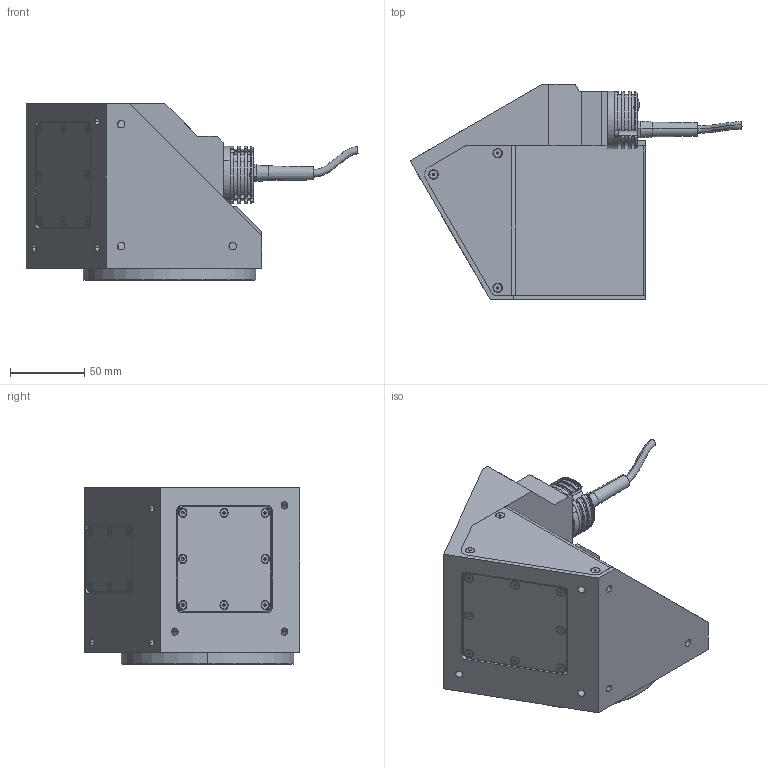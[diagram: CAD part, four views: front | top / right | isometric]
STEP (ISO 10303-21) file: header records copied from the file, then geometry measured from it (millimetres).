
FILE_DESCRIPTION (( 'STEP AP203' ), '1' );
FILE_NAME ('DP24310-B_LTCLCR080-B.step', '2022-02-18T11:40:23', ( '' ), ( '' ), 'SwSTEP 2.0', 'SolidWorks 2021', '' );
FILE_SCHEMA (( 'CONFIG_CONTROL_DESIGN' ));
Length unit declared in the file: millimetre
Products named in the file (1): DP24310-B_LTCLCR080-B
Bounding box: 223.27 x 145 x 118.9 mm (x, y, z)
Surface area: 106166.7 mm2 (no closed solid volume)
Topology: 0 solids, 53 shells, 404 faces, 1331 edges, 947 vertices
Faces by surface type: plane 156, cylinder 138, cone 84, torus 14, bspline 10, sphere 2
Entity records: 14701 total; most frequent: CARTESIAN_POINT 2989, DIRECTION 2559, ORIENTED_EDGE 2035, EDGE_CURVE 1297, VERTEX_POINT 947, AXIS2_PLACEMENT_3D 901, VECTOR 757, LINE 757
